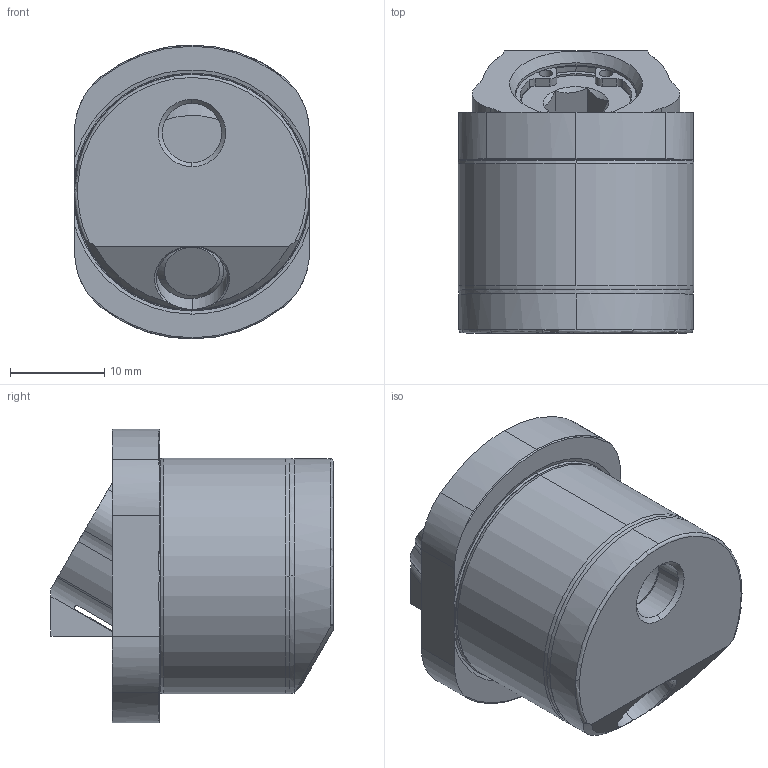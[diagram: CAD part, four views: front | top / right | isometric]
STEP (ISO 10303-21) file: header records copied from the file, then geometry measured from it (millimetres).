
FILE_DESCRIPTION (( 'STEP AP214' ), '1' );
FILE_NAME ('28320.STEP', '2019-05-24T15:35:33', ( 'Mike W' ), ( '' ), 'SwSTEP 2.0', 'SolidWorks 2018', '' );
FILE_SCHEMA (( 'AUTOMOTIVE_DESIGN' ));
Length unit declared in the file: inch
Products named in the file (6): 28484_28484; M816MM SHCS_M816MM SHCS; 31208_31208; 284841_284841 ; 28425; 28320
Assembly tree (5 placements, depth 3):
  28320
    28425
    28484_28484
      284841_284841 
      31208_31208
      M816MM SHCS_M816MM SHCS
Bounding box: 24.99 x 29.88 x 31.12 mm (x, y, z)
Volume: 10964.3 mm3; surface area: 8054.3 mm2
Topology: 5 solids, 5 shells, 266 faces, 697 edges, 443 vertices
Faces by surface type: cylinder 133, plane 54, cone 40, torus 20, bspline 19
Entity records: 12686 total; most frequent: CARTESIAN_POINT 6247, ORIENTED_EDGE 1396, DIRECTION 1118, EDGE_CURVE 698, VERTEX_POINT 444, AXIS2_PLACEMENT_3D 434, EDGE_LOOP 280, FACE_OUTER_BOUND 266
